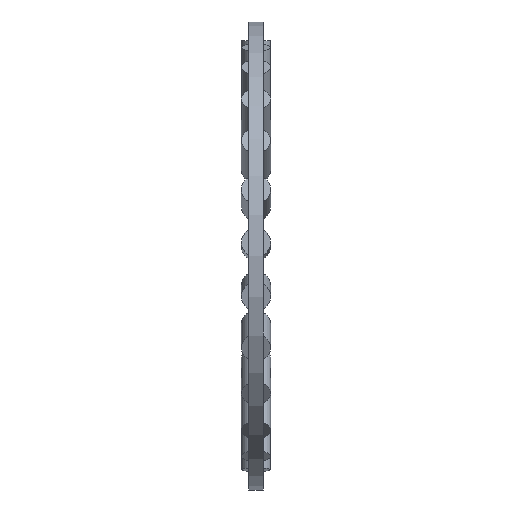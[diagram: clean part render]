
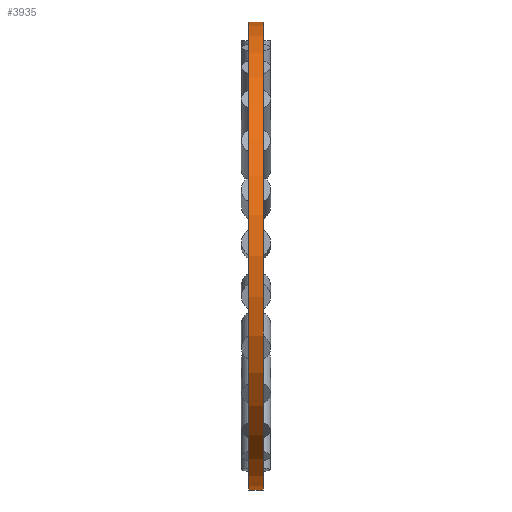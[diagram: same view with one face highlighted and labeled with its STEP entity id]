
A CAD part, left-side view. The second image highlights one B-rep face of the part: STEP entity #3935.
In plain terms, the highlighted cylindrical face has radius 15.875 mm (diameter 31.75 mm), a partial arc.
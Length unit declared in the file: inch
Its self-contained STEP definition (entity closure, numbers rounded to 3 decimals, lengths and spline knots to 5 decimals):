
#44 = ORIENTED_EDGE ( 'NONE', *, *, #3670, .T. ) ;
#461 = DIRECTION ( 'NONE',  ( 0., 0., -1. ) ) ;
#507 = VERTEX_POINT ( 'NONE', #2174 ) ;
#509 = ORIENTED_EDGE ( 'NONE', *, *, #4286, .F. ) ;
#747 = DIRECTION ( 'NONE',  ( 0., -1., 0. ) ) ;
#819 = CARTESIAN_POINT ( 'NONE',  ( 0., -0.01953, -0.625 ) ) ;
#829 = FACE_OUTER_BOUND ( 'NONE', #5409, .T. ) ;
#890 = AXIS2_PLACEMENT_3D ( 'NONE', #6007, #6447, #461 ) ;
#928 = DIRECTION ( 'NONE',  ( 0., -1., 0. ) ) ;
#1239 = VERTEX_POINT ( 'NONE', #3470 ) ;
#1431 = EDGE_CURVE ( 'NONE', #1239, #5802, #5041, .T. ) ;
#2010 = LINE ( 'NONE', #4428, #5776 ) ;
#2174 = CARTESIAN_POINT ( 'NONE',  ( 0., -0.01953, 0.625 ) ) ;
#2266 = EDGE_CURVE ( 'NONE', #1239, #507, #2010, .T. ) ;
#2366 = AXIS2_PLACEMENT_3D ( 'NONE', #6158, #928, #4601 ) ;
#3135 = CYLINDRICAL_SURFACE ( 'NONE', #890, 0.625 ) ;
#3379 = ORIENTED_EDGE ( 'NONE', *, *, #2266, .F. ) ;
#3401 = CARTESIAN_POINT ( 'NONE',  ( 0., -0.01953, 0. ) ) ;
#3470 = CARTESIAN_POINT ( 'NONE',  ( 0., 0.01953, 0.625 ) ) ;
#3627 = CIRCLE ( 'NONE', #5814, 0.625 ) ;
#3670 = EDGE_CURVE ( 'NONE', #5802, #6666, #4366, .T. ) ;
#3935 = ADVANCED_FACE ( 'NONE', ( #829 ), #3135, .T. ) ;
#4286 = EDGE_CURVE ( 'NONE', #507, #6666, #3627, .T. ) ;
#4366 = LINE ( 'NONE', #5047, #5346 ) ;
#4428 = CARTESIAN_POINT ( 'NONE',  ( 0., -0.03906, 0.625 ) ) ;
#4601 = DIRECTION ( 'NONE',  ( 0., 0., -1. ) ) ;
#5017 = DIRECTION ( 'NONE',  ( 0., 0., -1. ) ) ;
#5041 = CIRCLE ( 'NONE', #2366, 0.625 ) ;
#5047 = CARTESIAN_POINT ( 'NONE',  ( 0., -0.03906, -0.625 ) ) ;
#5346 = VECTOR ( 'NONE', #6106, 39.37008 ) ;
#5409 = EDGE_LOOP ( 'NONE', ( #3379, #6719, #44, #509 ) ) ;
#5436 = CARTESIAN_POINT ( 'NONE',  ( 0., 0.01953, -0.625 ) ) ;
#5776 = VECTOR ( 'NONE', #747, 39.37008 ) ;
#5802 = VERTEX_POINT ( 'NONE', #5436 ) ;
#5814 = AXIS2_PLACEMENT_3D ( 'NONE', #3401, #6594, #5017 ) ;
#6007 = CARTESIAN_POINT ( 'NONE',  ( 0., -0.03906, 0. ) ) ;
#6106 = DIRECTION ( 'NONE',  ( 0., -1., 0. ) ) ;
#6158 = CARTESIAN_POINT ( 'NONE',  ( 0., 0.01953, 0. ) ) ;
#6447 = DIRECTION ( 'NONE',  ( 0., -1., 0. ) ) ;
#6594 = DIRECTION ( 'NONE',  ( 0., -1., 0. ) ) ;
#6666 = VERTEX_POINT ( 'NONE', #819 ) ;
#6719 = ORIENTED_EDGE ( 'NONE', *, *, #1431, .T. ) ;
